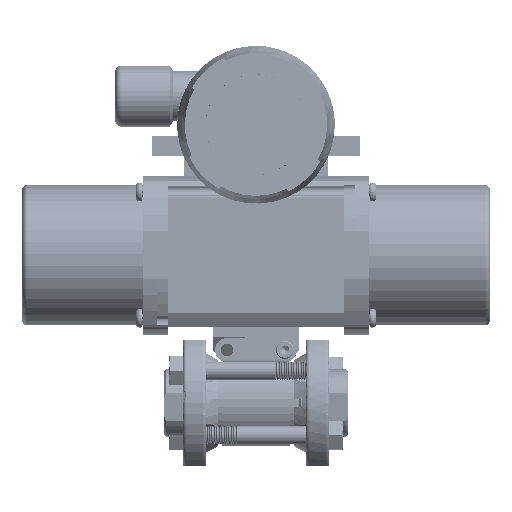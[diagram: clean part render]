
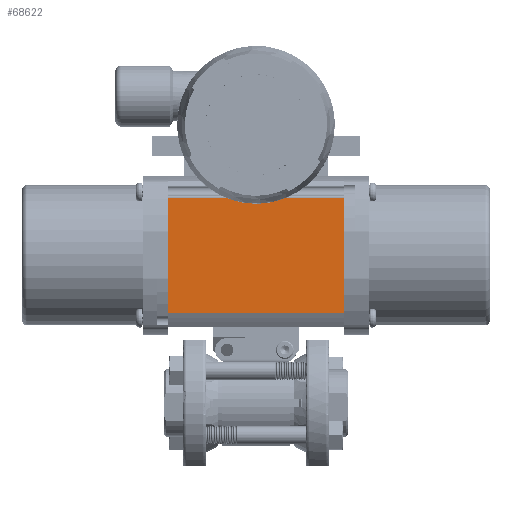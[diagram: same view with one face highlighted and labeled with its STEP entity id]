
A CAD part, top view. The second image highlights one B-rep face of the part: STEP entity #68622.
In plain terms, the highlighted planar face has unit normal (0, 0, 1).
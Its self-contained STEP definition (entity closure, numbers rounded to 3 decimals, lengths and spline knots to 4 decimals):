
#12088 = VERTEX_POINT ( 'NONE', #14519 ) ;
#14519 = CARTESIAN_POINT ( 'NONE',  ( 1.5275, 3.5621, 1.17 ) ) ;
#22026 = VECTOR ( 'NONE', #237467, 39.3701 ) ;
#24706 = VECTOR ( 'NONE', #101900, 39.3701 ) ;
#27191 = FACE_OUTER_BOUND ( 'NONE', #50776, .T. ) ;
#31230 = VERTEX_POINT ( 'NONE', #196323 ) ;
#33443 = DIRECTION ( 'NONE',  ( -1., 0., 0. ) ) ;
#33573 = EDGE_CURVE ( 'NONE', #12088, #170620, #149211, .T. ) ;
#42376 = PLANE ( 'NONE',  #57398 ) ;
#44023 = ORIENTED_EDGE ( 'NONE', *, *, #55657, .T. ) ;
#50776 = EDGE_LOOP ( 'NONE', ( #72117, #44023, #139502, #71412 ) ) ;
#53163 = DIRECTION ( 'NONE',  ( 0., 0., -1. ) ) ;
#55657 = EDGE_CURVE ( 'NONE', #12088, #203979, #134824, .T. ) ;
#57398 = AXIS2_PLACEMENT_3D ( 'NONE', #83243, #53163, #113687 ) ;
#60089 = CARTESIAN_POINT ( 'NONE',  ( 1.5275, 3.5694, 1.17 ) ) ;
#68070 = LINE ( 'NONE', #211933, #128787 ) ;
#68622 = ADVANCED_FACE ( 'NONE', ( #27191 ), #42376, .F. ) ;
#68981 = DIRECTION ( 'NONE',  ( 0., 1., 0. ) ) ;
#71412 = ORIENTED_EDGE ( 'NONE', *, *, #203887, .T. ) ;
#72117 = ORIENTED_EDGE ( 'NONE', *, *, #33573, .F. ) ;
#78367 = CARTESIAN_POINT ( 'NONE',  ( -1.5275, 3.5621, 1.17 ) ) ;
#82471 = LINE ( 'NONE', #236587, #22026 ) ;
#83243 = CARTESIAN_POINT ( 'NONE',  ( -5.0403, 3.5694, 1.17 ) ) ;
#101900 = DIRECTION ( 'NONE',  ( 0., -1., 0. ) ) ;
#113687 = DIRECTION ( 'NONE',  ( 0., -1., 0. ) ) ;
#128787 = VECTOR ( 'NONE', #68981, 39.3701 ) ;
#134824 = LINE ( 'NONE', #163710, #249926 ) ;
#139502 = ORIENTED_EDGE ( 'NONE', *, *, #235154, .F. ) ;
#149211 = LINE ( 'NONE', #60089, #24706 ) ;
#163710 = CARTESIAN_POINT ( 'NONE',  ( -5.0403, 3.5621, 1.17 ) ) ;
#170620 = VERTEX_POINT ( 'NONE', #249338 ) ;
#196323 = CARTESIAN_POINT ( 'NONE',  ( -1.5275, 1.5679, 1.17 ) ) ;
#203887 = EDGE_CURVE ( 'NONE', #31230, #170620, #82471, .T. ) ;
#203979 = VERTEX_POINT ( 'NONE', #78367 ) ;
#211933 = CARTESIAN_POINT ( 'NONE',  ( -1.5275, 3.5694, 1.17 ) ) ;
#235154 = EDGE_CURVE ( 'NONE', #31230, #203979, #68070, .T. ) ;
#236587 = CARTESIAN_POINT ( 'NONE',  ( -5.0403, 1.5679, 1.17 ) ) ;
#237467 = DIRECTION ( 'NONE',  ( 1., 0., 0. ) ) ;
#249338 = CARTESIAN_POINT ( 'NONE',  ( 1.5275, 1.5679, 1.17 ) ) ;
#249926 = VECTOR ( 'NONE', #33443, 39.3701 ) ;
